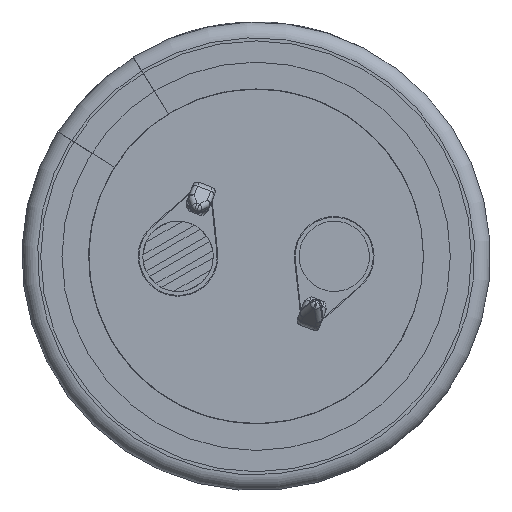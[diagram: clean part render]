
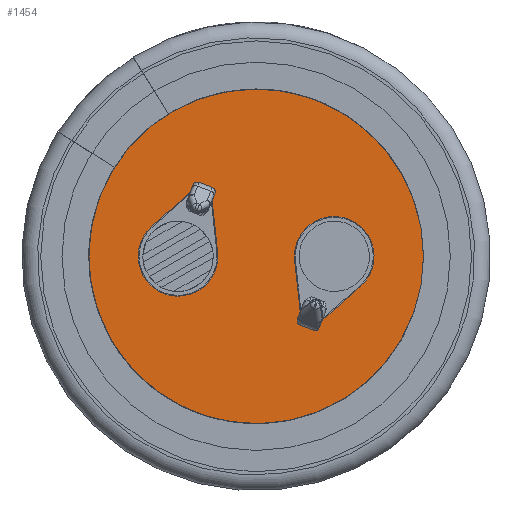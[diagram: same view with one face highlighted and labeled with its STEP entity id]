
A CAD part, front view. The second image highlights one B-rep face of the part: STEP entity #1454.
In plain terms, the highlighted planar face has unit normal (0, -1, 0).
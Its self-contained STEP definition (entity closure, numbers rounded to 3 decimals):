
#1454 = ADVANCED_FACE( '', ( #3169, #3170, #3171 ), #3172, .T. );
#3169 = FACE_OUTER_BOUND( '', #6573, .T. );
#3170 = FACE_BOUND( '', #6574, .T. );
#3171 = FACE_BOUND( '', #6575, .T. );
#3172 = PLANE( '', #6576 );
#6573 = EDGE_LOOP( '', ( #11201 ) );
#6574 = EDGE_LOOP( '', ( #11202, #11203, #11204, #11205 ) );
#6575 = EDGE_LOOP( '', ( #11206, #11207, #11208, #11209 ) );
#6576 = AXIS2_PLACEMENT_3D( '', #11210, #11211, #11212 );
#11201 = ORIENTED_EDGE( '', *, *, #13402, .T. );
#11202 = ORIENTED_EDGE( '', *, *, #14330, .F. );
#11203 = ORIENTED_EDGE( '', *, *, #14449, .F. );
#11204 = ORIENTED_EDGE( '', *, *, #13388, .F. );
#11205 = ORIENTED_EDGE( '', *, *, #13828, .F. );
#11206 = ORIENTED_EDGE( '', *, *, #13503, .T. );
#11207 = ORIENTED_EDGE( '', *, *, #14450, .T. );
#11208 = ORIENTED_EDGE( '', *, *, #13762, .T. );
#11209 = ORIENTED_EDGE( '', *, *, #14451, .T. );
#11210 = CARTESIAN_POINT( '', ( 0., 0., 0. ) );
#11211 = DIRECTION( '', ( 0., -1., 0. ) );
#11212 = DIRECTION( '', ( 1., 0., 0. ) );
#13388 = EDGE_CURVE( '', #15982, #15983, #15984, .T. );
#13402 = EDGE_CURVE( '', #16005, #16005, #16006, .T. );
#13503 = EDGE_CURVE( '', #16156, #16157, #16158, .T. );
#13762 = EDGE_CURVE( '', #16546, #16547, #16548, .T. );
#13828 = EDGE_CURVE( '', #16640, #15982, #16641, .T. );
#14330 = EDGE_CURVE( '', #17303, #16640, #17304, .T. );
#14449 = EDGE_CURVE( '', #15983, #17303, #17447, .T. );
#14450 = EDGE_CURVE( '', #16157, #16546, #17448, .T. );
#14451 = EDGE_CURVE( '', #16547, #16156, #17449, .T. );
#15982 = VERTEX_POINT( '', #20627 );
#15983 = VERTEX_POINT( '', #20628 );
#15984 = LINE( '', #20629, #20630 );
#16005 = VERTEX_POINT( '', #20664 );
#16006 = CIRCLE( '', #20665, 12.429 );
#16156 = VERTEX_POINT( '', #20940 );
#16157 = VERTEX_POINT( '', #20941 );
#16158 = LINE( '', #20942, #20943 );
#16546 = VERTEX_POINT( '', #21800 );
#16547 = VERTEX_POINT( '', #21801 );
#16548 = LINE( '', #21802, #21803 );
#16640 = VERTEX_POINT( '', #22022 );
#16641 = CIRCLE( '', #22023, 2.55 );
#17303 = VERTEX_POINT( '', #23525 );
#17304 = LINE( '', #23526, #23527 );
#17447 = LINE( '', #23820, #23821 );
#17448 = LINE( '', #23822, #23823 );
#17449 = CIRCLE( '', #23824, 2.55 );
#20627 = CARTESIAN_POINT( '', ( -2.465, 0., 0.274 ) );
#20628 = CARTESIAN_POINT( '', ( -2.814, 0., 3.497 ) );
#20629 = CARTESIAN_POINT( '', ( -2.465, 0., 0.274 ) );
#20630 = VECTOR( '', #24647, 1000. );
#20664 = CARTESIAN_POINT( '', ( 12.429, 0., 0. ) );
#20665 = AXIS2_PLACEMENT_3D( '', #24654, #24655, #24656 );
#20940 = CARTESIAN_POINT( '', ( 6.694, 0., -1.906 ) );
#20941 = CARTESIAN_POINT( '', ( 4.27, 0., -4.059 ) );
#20942 = CARTESIAN_POINT( '', ( 6.694, 0., -1.906 ) );
#20943 = VECTOR( '', #24708, 1000. );
#21800 = CARTESIAN_POINT( '', ( 2.814, 0., -3.497 ) );
#21801 = CARTESIAN_POINT( '', ( 2.465, 0., -0.274 ) );
#21802 = CARTESIAN_POINT( '', ( 2.814, 0., -3.497 ) );
#21803 = VECTOR( '', #24834, 1000. );
#22022 = CARTESIAN_POINT( '', ( -6.694, 0., 1.906 ) );
#22023 = AXIS2_PLACEMENT_3D( '', #24857, #24858, #24859 );
#23525 = CARTESIAN_POINT( '', ( -4.27, 0., 4.059 ) );
#23526 = CARTESIAN_POINT( '', ( -4.27, 0., 4.059 ) );
#23527 = VECTOR( '', #25085, 1000. );
#23820 = CARTESIAN_POINT( '', ( -2.814, 0., 3.497 ) );
#23821 = VECTOR( '', #25128, 1000. );
#23822 = CARTESIAN_POINT( '', ( 4.27, 0., -4.059 ) );
#23823 = VECTOR( '', #25129, 1000. );
#23824 = AXIS2_PLACEMENT_3D( '', #25130, #25131, #25132 );
#24647 = DIRECTION( '', ( -0.108, 0., 0.994 ) );
#24654 = CARTESIAN_POINT( '', ( 0., 0., 0. ) );
#24655 = DIRECTION( '', ( 0., -1., 0. ) );
#24656 = DIRECTION( '', ( 1., 0., 0. ) );
#24708 = DIRECTION( '', ( -0.748, 0., -0.664 ) );
#24834 = DIRECTION( '', ( -0.108, 0., 0.994 ) );
#24857 = CARTESIAN_POINT( '', ( -5., 0., 0. ) );
#24858 = DIRECTION( '', ( 0., -1., 0. ) );
#24859 = DIRECTION( '', ( 0., 0., 1. ) );
#25085 = DIRECTION( '', ( -0.748, 0., -0.664 ) );
#25128 = DIRECTION( '', ( -0.933, 0., 0.36 ) );
#25129 = DIRECTION( '', ( -0.933, 0., 0.36 ) );
#25130 = CARTESIAN_POINT( '', ( 5., 0., 0. ) );
#25131 = DIRECTION( '', ( 0., 1., 0. ) );
#25132 = DIRECTION( '', ( 0., 0., -1. ) );
